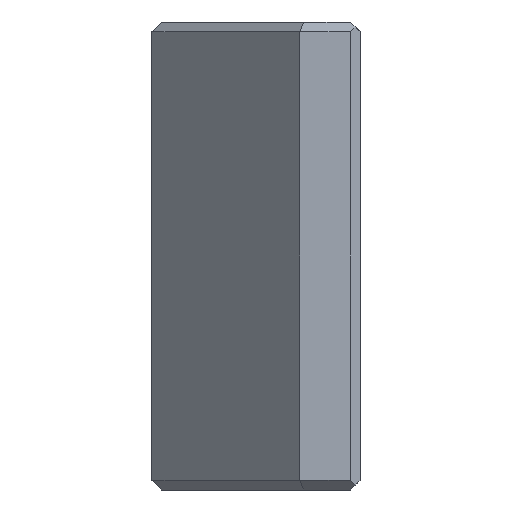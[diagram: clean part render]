
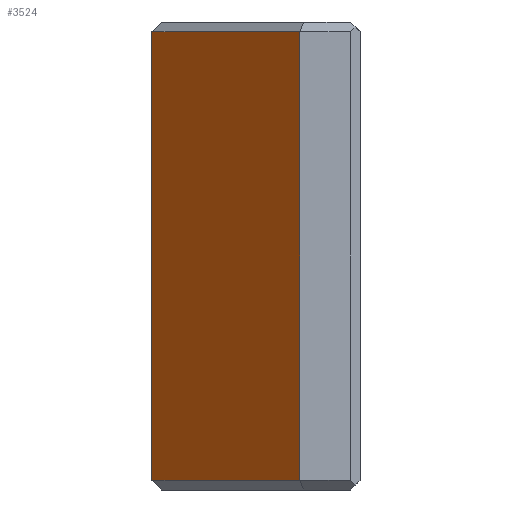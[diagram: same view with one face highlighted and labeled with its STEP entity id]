
A CAD part, left-side view. The second image highlights one B-rep face of the part: STEP entity #3524.
In plain terms, the highlighted planar face has unit normal (-0.707, 0.707, 0).
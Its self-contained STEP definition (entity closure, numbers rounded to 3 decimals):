
#373 = PLANE('',#374);
#374 = AXIS2_PLACEMENT_3D('',#375,#376,#377);
#375 = CARTESIAN_POINT('',(60.,8.5,-9.5));
#376 = DIRECTION('',(0.,1.,0.));
#377 = DIRECTION('',(0.,0.,1.));
#674 = PLANE('',#675);
#675 = AXIS2_PLACEMENT_3D('',#676,#677,#678);
#676 = CARTESIAN_POINT('',(6.141,8.359,-9.3));
#677 = DIRECTION('',(-0.5,0.5,-0.707));
#678 = DIRECTION('',(0.707,0.707,0.)
  );
#1418 = VERTEX_POINT('',#1419);
#1419 = CARTESIAN_POINT('',(6.,8.5,-9.1));
#1440 = EDGE_CURVE('',#1418,#1441,#1443,.T.);
#1441 = VERTEX_POINT('',#1442);
#1442 = CARTESIAN_POINT('',(6.,8.5,9.1));
#1443 = SURFACE_CURVE('',#1444,(#1448,#1455),.PCURVE_S1.);
#1444 = LINE('',#1445,#1446);
#1445 = CARTESIAN_POINT('',(6.,8.5,-9.5));
#1446 = VECTOR('',#1447,1.);
#1447 = DIRECTION('',(0.,0.,1.));
#1448 = PCURVE('',#373,#1449);
#1449 = DEFINITIONAL_REPRESENTATION('',(#1450),#1454);
#1450 = LINE('',#1451,#1452);
#1451 = CARTESIAN_POINT('',(0.,-54.));
#1452 = VECTOR('',#1453,1.);
#1453 = DIRECTION('',(1.,0.));
#1454 = ( GEOMETRIC_REPRESENTATION_CONTEXT(2) 
PARAMETRIC_REPRESENTATION_CONTEXT() REPRESENTATION_CONTEXT('2D SPACE',''
  ) );
#1455 = PCURVE('',#1456,#1461);
#1456 = PLANE('',#1457);
#1457 = AXIS2_PLACEMENT_3D('',#1458,#1459,#1460);
#1458 = CARTESIAN_POINT('',(3.,5.5,-9.5));
#1459 = DIRECTION('',(0.707,-0.707,0.));
#1460 = DIRECTION('',(0.,0.,1.));
#1461 = DEFINITIONAL_REPRESENTATION('',(#1462),#1466);
#1462 = LINE('',#1463,#1464);
#1463 = CARTESIAN_POINT('',(0.,-4.243));
#1464 = VECTOR('',#1465,1.);
#1465 = DIRECTION('',(1.,0.));
#1466 = ( GEOMETRIC_REPRESENTATION_CONTEXT(2) 
PARAMETRIC_REPRESENTATION_CONTEXT() REPRESENTATION_CONTEXT('2D SPACE',''
  ) );
#1655 = PLANE('',#1656);
#1656 = AXIS2_PLACEMENT_3D('',#1657,#1658,#1659);
#1657 = CARTESIAN_POINT('',(6.141,8.359,9.3));
#1658 = DIRECTION('',(0.5,-0.5,-0.707));
#1659 = DIRECTION('',(-0.707,-0.707,0.));
#2093 = EDGE_CURVE('',#1418,#2094,#2096,.T.);
#2094 = VERTEX_POINT('',#2095);
#2095 = CARTESIAN_POINT('',(0.,2.5,-9.1));
#2096 = SURFACE_CURVE('',#2097,(#2101,#2108),.PCURVE_S1.);
#2097 = LINE('',#2098,#2099);
#2098 = CARTESIAN_POINT('',(6.,8.5,-9.1));
#2099 = VECTOR('',#2100,1.);
#2100 = DIRECTION('',(-0.707,-0.707,0.));
#2101 = PCURVE('',#674,#2102);
#2102 = DEFINITIONAL_REPRESENTATION('',(#2103),#2107);
#2103 = LINE('',#2104,#2105);
#2104 = CARTESIAN_POINT('',(0.,-0.283));
#2105 = VECTOR('',#2106,1.);
#2106 = DIRECTION('',(-1.,0.));
#2107 = ( GEOMETRIC_REPRESENTATION_CONTEXT(2) 
PARAMETRIC_REPRESENTATION_CONTEXT() REPRESENTATION_CONTEXT('2D SPACE',''
  ) );
#2108 = PCURVE('',#1456,#2109);
#2109 = DEFINITIONAL_REPRESENTATION('',(#2110),#2114);
#2110 = LINE('',#2111,#2112);
#2111 = CARTESIAN_POINT('',(0.4,-4.243));
#2112 = VECTOR('',#2113,1.);
#2113 = DIRECTION('',(0.,1.));
#2114 = ( GEOMETRIC_REPRESENTATION_CONTEXT(2) 
PARAMETRIC_REPRESENTATION_CONTEXT() REPRESENTATION_CONTEXT('2D SPACE',''
  ) );
#2206 = PLANE('',#2207);
#2207 = AXIS2_PLACEMENT_3D('',#2208,#2209,#2210);
#2208 = CARTESIAN_POINT('',(0.,-8.25,-9.5));
#2209 = DIRECTION('',(1.,0.,0.));
#2210 = DIRECTION('',(0.,0.,1.));
#3524 = ADVANCED_FACE('',(#3525),#1456,.F.);
#3525 = FACE_BOUND('',#3526,.F.);
#3526 = EDGE_LOOP('',(#3527,#3528,#3551,#3572));
#3527 = ORIENTED_EDGE('',*,*,#1440,.T.);
#3528 = ORIENTED_EDGE('',*,*,#3529,.T.);
#3529 = EDGE_CURVE('',#1441,#3530,#3532,.T.);
#3530 = VERTEX_POINT('',#3531);
#3531 = CARTESIAN_POINT('',(0.,2.5,9.1));
#3532 = SURFACE_CURVE('',#3533,(#3537,#3544),.PCURVE_S1.);
#3533 = LINE('',#3534,#3535);
#3534 = CARTESIAN_POINT('',(6.,8.5,9.1));
#3535 = VECTOR('',#3536,1.);
#3536 = DIRECTION('',(-0.707,-0.707,0.));
#3537 = PCURVE('',#1456,#3538);
#3538 = DEFINITIONAL_REPRESENTATION('',(#3539),#3543);
#3539 = LINE('',#3540,#3541);
#3540 = CARTESIAN_POINT('',(18.6,-4.243));
#3541 = VECTOR('',#3542,1.);
#3542 = DIRECTION('',(0.,1.));
#3543 = ( GEOMETRIC_REPRESENTATION_CONTEXT(2) 
PARAMETRIC_REPRESENTATION_CONTEXT() REPRESENTATION_CONTEXT('2D SPACE',''
  ) );
#3544 = PCURVE('',#1655,#3545);
#3545 = DEFINITIONAL_REPRESENTATION('',(#3546),#3550);
#3546 = LINE('',#3547,#3548);
#3547 = CARTESIAN_POINT('',(0.,0.283));
#3548 = VECTOR('',#3549,1.);
#3549 = DIRECTION('',(1.,0.));
#3550 = ( GEOMETRIC_REPRESENTATION_CONTEXT(2) 
PARAMETRIC_REPRESENTATION_CONTEXT() REPRESENTATION_CONTEXT('2D SPACE',''
  ) );
#3551 = ORIENTED_EDGE('',*,*,#3552,.F.);
#3552 = EDGE_CURVE('',#2094,#3530,#3553,.T.);
#3553 = SURFACE_CURVE('',#3554,(#3558,#3565),.PCURVE_S1.);
#3554 = LINE('',#3555,#3556);
#3555 = CARTESIAN_POINT('',(0.,2.5,-9.5));
#3556 = VECTOR('',#3557,1.);
#3557 = DIRECTION('',(0.,0.,1.));
#3558 = PCURVE('',#1456,#3559);
#3559 = DEFINITIONAL_REPRESENTATION('',(#3560),#3564);
#3560 = LINE('',#3561,#3562);
#3561 = CARTESIAN_POINT('',(0.,4.243));
#3562 = VECTOR('',#3563,1.);
#3563 = DIRECTION('',(1.,0.));
#3564 = ( GEOMETRIC_REPRESENTATION_CONTEXT(2) 
PARAMETRIC_REPRESENTATION_CONTEXT() REPRESENTATION_CONTEXT('2D SPACE',''
  ) );
#3565 = PCURVE('',#2206,#3566);
#3566 = DEFINITIONAL_REPRESENTATION('',(#3567),#3571);
#3567 = LINE('',#3568,#3569);
#3568 = CARTESIAN_POINT('',(0.,-10.75));
#3569 = VECTOR('',#3570,1.);
#3570 = DIRECTION('',(1.,0.));
#3571 = ( GEOMETRIC_REPRESENTATION_CONTEXT(2) 
PARAMETRIC_REPRESENTATION_CONTEXT() REPRESENTATION_CONTEXT('2D SPACE',''
  ) );
#3572 = ORIENTED_EDGE('',*,*,#2093,.F.);
